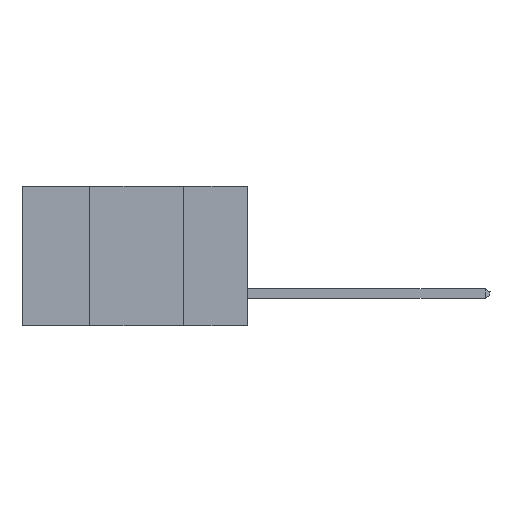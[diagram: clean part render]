
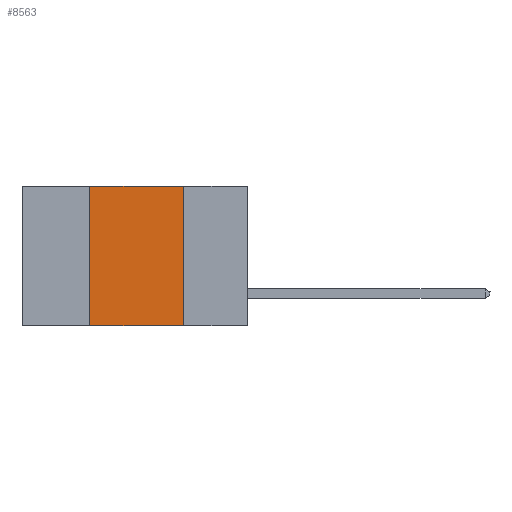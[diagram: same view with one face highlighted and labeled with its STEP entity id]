
A CAD part, left-side view. The second image highlights one B-rep face of the part: STEP entity #8563.
In plain terms, the highlighted planar face has unit normal (-1, 0, 0).
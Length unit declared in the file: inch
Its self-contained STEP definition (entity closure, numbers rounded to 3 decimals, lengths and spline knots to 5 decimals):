
#408 = EDGE_LOOP ( 'NONE', ( #8292, #4215, #8539, #19183 ) ) ;
#855 = LINE ( 'NONE', #8378, #17419 ) ;
#1242 = FACE_OUTER_BOUND ( 'NONE', #408, .T. ) ;
#2035 = LINE ( 'NONE', #3688, #12698 ) ;
#2525 = PLANE ( 'NONE',  #4282 ) ;
#2709 = VERTEX_POINT ( 'NONE', #11778 ) ;
#3007 = VERTEX_POINT ( 'NONE', #8187 ) ;
#3688 = CARTESIAN_POINT ( 'NONE',  ( 0., 0.42, -0.37 ) ) ;
#4215 = ORIENTED_EDGE ( 'NONE', *, *, #10972, .F. ) ;
#4282 = AXIS2_PLACEMENT_3D ( 'NONE', #15800, #8574, #9947 ) ;
#4654 = EDGE_CURVE ( 'NONE', #15155, #3007, #11536, .T. ) ;
#5660 = CARTESIAN_POINT ( 'NONE',  ( 0., 0.17, -0.37 ) ) ;
#5798 = VERTEX_POINT ( 'NONE', #6195 ) ;
#6195 = CARTESIAN_POINT ( 'NONE',  ( 0., 0.42, 0. ) ) ;
#7161 = EDGE_CURVE ( 'NONE', #2709, #5798, #2035, .T. ) ;
#7794 = CARTESIAN_POINT ( 'NONE',  ( 0., 0.6, 0. ) ) ;
#8187 = CARTESIAN_POINT ( 'NONE',  ( 0., 0.17, -0.37 ) ) ;
#8292 = ORIENTED_EDGE ( 'NONE', *, *, #4654, .F. ) ;
#8378 = CARTESIAN_POINT ( 'NONE',  ( 0., 0.6, -0.37 ) ) ;
#8539 = ORIENTED_EDGE ( 'NONE', *, *, #7161, .F. ) ;
#8563 = ADVANCED_FACE ( 'NONE', ( #1242 ), #2525, .F. ) ;
#8574 = DIRECTION ( 'NONE',  ( 1., 0., 0. ) ) ;
#9610 = EDGE_CURVE ( 'NONE', #2709, #3007, #855, .T. ) ;
#9741 = DIRECTION ( 'NONE',  ( 0., -1., 0. ) ) ;
#9947 = DIRECTION ( 'NONE',  ( 0., 0., -1. ) ) ;
#10972 = EDGE_CURVE ( 'NONE', #5798, #15155, #11901, .T. ) ;
#11536 = LINE ( 'NONE', #5660, #18479 ) ;
#11628 = DIRECTION ( 'NONE',  ( 0., 0., -1. ) ) ;
#11778 = CARTESIAN_POINT ( 'NONE',  ( 0., 0.42, -0.37 ) ) ;
#11901 = LINE ( 'NONE', #7794, #17592 ) ;
#12698 = VECTOR ( 'NONE', #18630, 39.37008 ) ;
#15155 = VERTEX_POINT ( 'NONE', #15712 ) ;
#15712 = CARTESIAN_POINT ( 'NONE',  ( 0., 0.17, 0. ) ) ;
#15800 = CARTESIAN_POINT ( 'NONE',  ( 0., 0.6, 0. ) ) ;
#17419 = VECTOR ( 'NONE', #9741, 39.37008 ) ;
#17592 = VECTOR ( 'NONE', #17941, 39.37008 ) ;
#17941 = DIRECTION ( 'NONE',  ( 0., -1., 0. ) ) ;
#18479 = VECTOR ( 'NONE', #11628, 39.37008 ) ;
#18630 = DIRECTION ( 'NONE',  ( 0., 0., 1. ) ) ;
#19183 = ORIENTED_EDGE ( 'NONE', *, *, #9610, .T. ) ;
